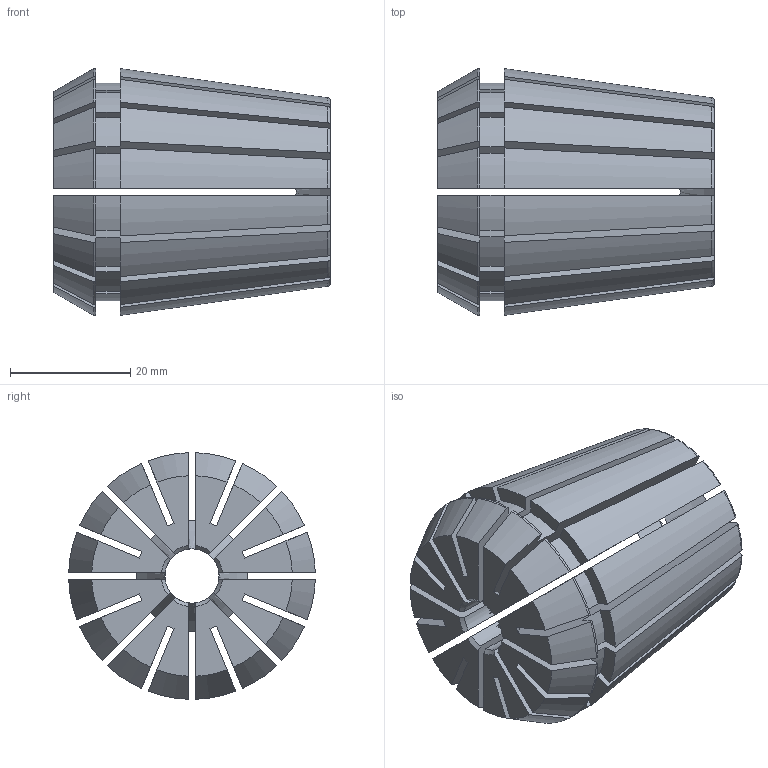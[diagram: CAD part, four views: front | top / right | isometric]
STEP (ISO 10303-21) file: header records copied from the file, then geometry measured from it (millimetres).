
FILE_DESCRIPTION (( 'STEP AP203' ), '1' );
FILE_NAME ('ER40-耳9-22.STEP', '2023-07-08T09:51:00', ( '' ), ( '' ), 'SwSTEP 2.0', 'SolidWorks 2012', '' );
FILE_SCHEMA (( 'CONFIG_CONTROL_DESIGN' ));
Length unit declared in the file: millimetre
Products named in the file (1): ER40-耳9-22
Bounding box: 46 x 40.98 x 40.98 mm (x, y, z)
Volume: 33102.3 mm3; surface area: 26496.7 mm2
Topology: 1 solids, 1 shells, 195 faces, 584 edges, 389 vertices
Faces by surface type: plane 80, cylinder 50, cone 49, torus 16
Entity records: 7040 total; most frequent: CARTESIAN_POINT 1795, ORIENTED_EDGE 1168, DIRECTION 1025, EDGE_CURVE 584, AXIS2_PLACEMENT_3D 391, VERTEX_POINT 389, VECTOR 243, LINE 243
